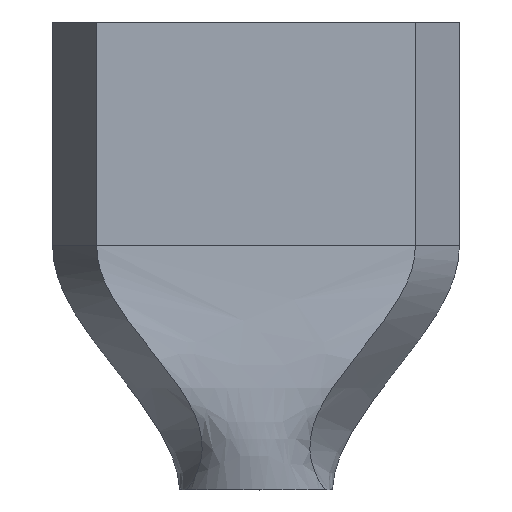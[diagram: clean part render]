
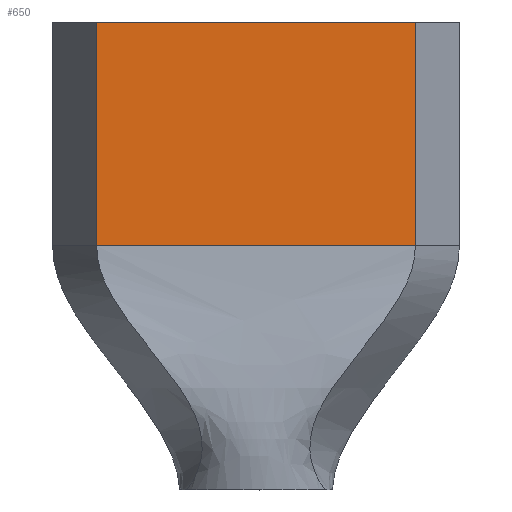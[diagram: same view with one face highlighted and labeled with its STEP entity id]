
A CAD part, top view. The second image highlights one B-rep face of the part: STEP entity #650.
In plain terms, the highlighted planar face has unit normal (0, 0, 1).
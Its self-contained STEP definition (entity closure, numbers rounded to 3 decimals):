
#17=DIRECTION('',(1.,0.,0.));
#18=VECTOR('',#17,31.34);
#19=CARTESIAN_POINT('',(-15.67,22.,7.5));
#20=LINE('',#19,#18);
#91=DIRECTION('',(0.,1.,0.));
#92=VECTOR('',#91,22.);
#93=CARTESIAN_POINT('',(-15.67,0.,7.5));
#94=LINE('',#93,#92);
#95=DIRECTION('',(1.,0.,0.));
#96=VECTOR('',#95,31.34);
#97=CARTESIAN_POINT('',(-15.67,0.,7.5));
#98=LINE('',#97,#96);
#99=DIRECTION('',(0.,1.,0.));
#100=VECTOR('',#99,22.);
#101=CARTESIAN_POINT('',(15.67,0.,7.5));
#102=LINE('',#101,#100);
#291=CARTESIAN_POINT('',(-15.67,22.,7.5));
#292=VERTEX_POINT('',#291);
#293=CARTESIAN_POINT('',(15.67,22.,7.5));
#294=VERTEX_POINT('',#293);
#341=CARTESIAN_POINT('',(-15.67,0.,7.5));
#342=VERTEX_POINT('',#341);
#343=CARTESIAN_POINT('',(15.67,0.,7.5));
#344=VERTEX_POINT('',#343);
#637=CARTESIAN_POINT('',(-15.67,0.,7.5));
#638=DIRECTION('',(0.,0.,1.));
#639=DIRECTION('',(1.,0.,0.));
#640=AXIS2_PLACEMENT_3D('',#637,#638,#639);
#641=PLANE('',#640);
#642=ORIENTED_EDGE('',*,*,#631,.T.);
#643=ORIENTED_EDGE('',*,*,#362,.T.);
#645=ORIENTED_EDGE('',*,*,#644,.F.);
#647=ORIENTED_EDGE('',*,*,#646,.F.);
#648=EDGE_LOOP('',(#642,#643,#645,#647));
#649=FACE_OUTER_BOUND('',#648,.F.);
#650=ADVANCED_FACE('',(#649),#641,.T.);
#362=EDGE_CURVE('',#292,#294,#20,.T.);
#631=EDGE_CURVE('',#342,#292,#94,.T.);
#644=EDGE_CURVE('',#344,#294,#102,.T.);
#646=EDGE_CURVE('',#342,#344,#98,.T.);
